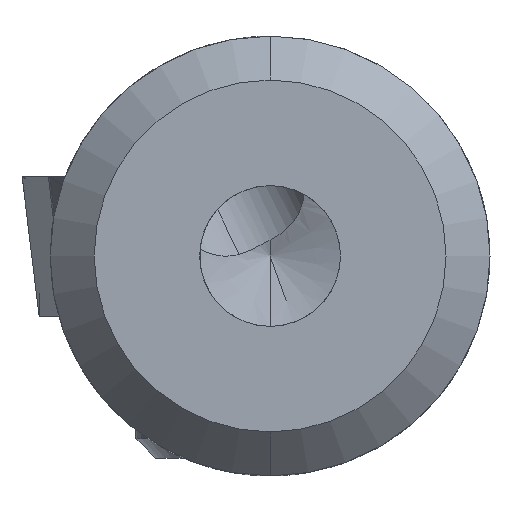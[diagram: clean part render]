
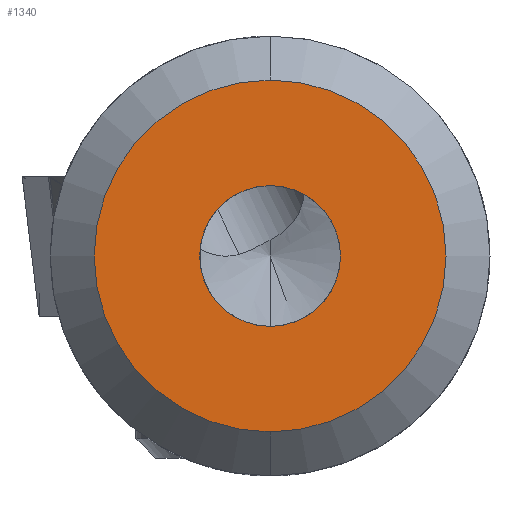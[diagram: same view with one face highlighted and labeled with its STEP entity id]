
A CAD part, left-side view. The second image highlights one B-rep face of the part: STEP entity #1340.
In plain terms, the highlighted planar face has unit normal (-1, 0, 0).
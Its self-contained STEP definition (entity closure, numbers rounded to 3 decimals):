
#136 = EDGE_CURVE ( 'NONE', #2777, #3515, #1255, .T. ) ;
#189 = ORIENTED_EDGE ( 'NONE', *, *, #861, .F. ) ;
#194 = VERTEX_POINT ( 'NONE', #1198 ) ;
#231 = EDGE_LOOP ( 'NONE', ( #607, #189 ) ) ;
#240 = CARTESIAN_POINT ( 'NONE',  ( 0., 0., 0. ) ) ;
#253 = CARTESIAN_POINT ( 'NONE',  ( 0., 0., 0. ) ) ;
#275 = DIRECTION ( 'NONE',  ( -1., 0., 0. ) ) ;
#304 = DIRECTION ( 'NONE',  ( 0., 0., 1. ) ) ;
#403 = CARTESIAN_POINT ( 'NONE',  ( 0., 0., 0.8 ) ) ;
#515 = ORIENTED_EDGE ( 'NONE', *, *, #1091, .T. ) ;
#540 = DIRECTION ( 'NONE',  ( 0., 0., 1. ) ) ;
#607 = ORIENTED_EDGE ( 'NONE', *, *, #136, .F. ) ;
#670 = CARTESIAN_POINT ( 'NONE',  ( 0., 0., -0.8 ) ) ;
#832 = CARTESIAN_POINT ( 'NONE',  ( 0., 0., 0. ) ) ;
#861 = EDGE_CURVE ( 'NONE', #3515, #2777, #2698, .T. ) ;
#917 = CIRCLE ( 'NONE', #2603, 2. ) ;
#1091 = EDGE_CURVE ( 'NONE', #194, #2342, #3502, .T. ) ;
#1123 = DIRECTION ( 'NONE',  ( 0., 0., 1. ) ) ;
#1198 = CARTESIAN_POINT ( 'NONE',  ( 0., 0., 2. ) ) ;
#1255 = CIRCLE ( 'NONE', #1301, 0.8 ) ;
#1301 = AXIS2_PLACEMENT_3D ( 'NONE', #832, #2851, #1123 ) ;
#1340 = ADVANCED_FACE ( 'NONE', ( #3483, #3010 ), #3467, .F. ) ;
#1342 = CARTESIAN_POINT ( 'NONE',  ( 0., 0., 0. ) ) ;
#1641 = ORIENTED_EDGE ( 'NONE', *, *, #2245, .T. ) ;
#1711 = CARTESIAN_POINT ( 'NONE',  ( 0., 0., -2. ) ) ;
#1793 = DIRECTION ( 'NONE',  ( -1., 0., 0. ) ) ;
#1905 = AXIS2_PLACEMENT_3D ( 'NONE', #1342, #1793, #2128 ) ;
#2128 = DIRECTION ( 'NONE',  ( 0., 0., 1. ) ) ;
#2245 = EDGE_CURVE ( 'NONE', #2342, #194, #917, .T. ) ;
#2262 = DIRECTION ( 'NONE',  ( -1., 0., 0. ) ) ;
#2271 = EDGE_LOOP ( 'NONE', ( #1641, #515 ) ) ;
#2342 = VERTEX_POINT ( 'NONE', #1711 ) ;
#2443 = AXIS2_PLACEMENT_3D ( 'NONE', #253, #275, #304 ) ;
#2603 = AXIS2_PLACEMENT_3D ( 'NONE', #240, #2262, #540 ) ;
#2698 = CIRCLE ( 'NONE', #1905, 0.8 ) ;
#2777 = VERTEX_POINT ( 'NONE', #403 ) ;
#2851 = DIRECTION ( 'NONE',  ( -1., 0., 0. ) ) ;
#2955 = AXIS2_PLACEMENT_3D ( 'NONE', #3334, #3499, #3517 ) ;
#3010 = FACE_OUTER_BOUND ( 'NONE', #2271, .T. ) ;
#3334 = CARTESIAN_POINT ( 'NONE',  ( 0., 2., 0. ) ) ;
#3467 = PLANE ( 'NONE',  #2955 ) ;
#3483 = FACE_BOUND ( 'NONE', #231, .T. ) ;
#3499 = DIRECTION ( 'NONE',  ( 1., 0., 0. ) ) ;
#3502 = CIRCLE ( 'NONE', #2443, 2. ) ;
#3515 = VERTEX_POINT ( 'NONE', #670 ) ;
#3517 = DIRECTION ( 'NONE',  ( 0., 0., -1. ) ) ;
